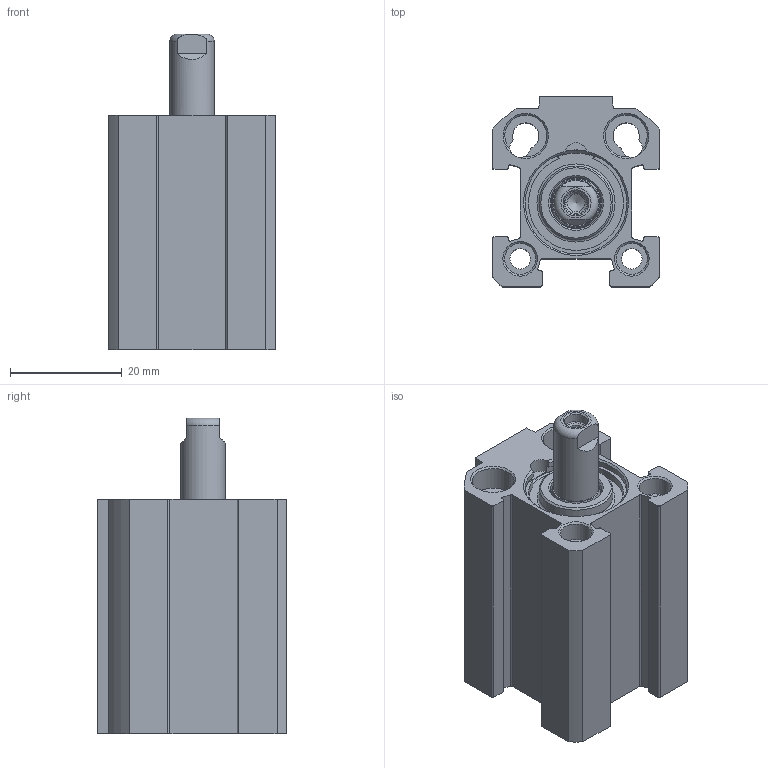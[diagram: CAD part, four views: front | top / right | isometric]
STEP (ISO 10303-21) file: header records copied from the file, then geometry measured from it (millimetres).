
FILE_DESCRIPTION((''),'2;1');
FILE_NAME('FSEM016.010.GS.F.stp','2014-06-27T09:12:58',('carlo.corazza'),(''),'Autodesk Inventor 2012','Autodesk Inventor 2012','');
FILE_SCHEMA(('AUTOMOTIVE_DESIGN { 1 0 10303 214 1 1 1 1 }'));
Length unit declared in the file: millimetre
Products named in the file (5): FSEM016..GS.F; CORPO-010; TP; STELO-010; TA
Assembly tree (4 placements, depth 2):
  FSEM016..GS.F
    CORPO-010
    TP
    STELO-010
    TA
Bounding box: 30 x 34 x 56.5 mm (x, y, z)
Volume: 22998.5 mm3; surface area: 16222.1 mm2
Topology: 5 solids, 5 shells, 209 faces, 507 edges, 322 vertices
Faces by surface type: plane 81, cylinder 76, cone 39, torus 10, revolution 3
Full cylindrical faces by diameter (mm): 1.3 x2, 3.242 x2, 3.7 x2, 4.134 x2, 4.25 x1, 5.6 x4, 7 x1, 8 x2, 8.42 x1, 9.2 x1, 11.36 x1, 11.5 x1, 13.2 x1, 14 x1, 16 x1, 16.3 x2, 17.9 x5, 19 x2
Entity records: 6249 total; most frequent: CARTESIAN_POINT 1171, DIRECTION 1053, ORIENTED_EDGE 830, AXIS2_PLACEMENT_3D 440, EDGE_CURVE 415, EDGE_LOOP 317, VERTEX_POINT 303, CIRCLE 217
